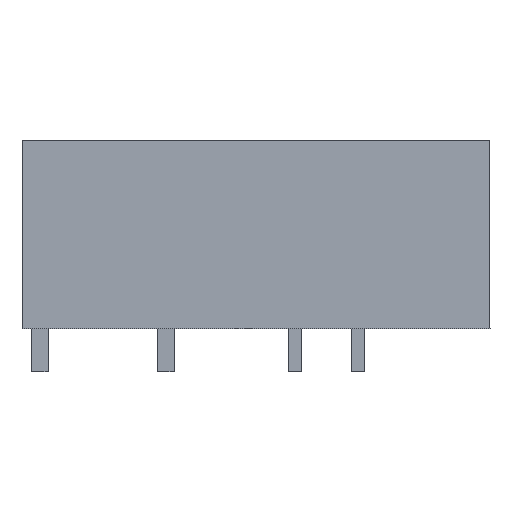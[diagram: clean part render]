
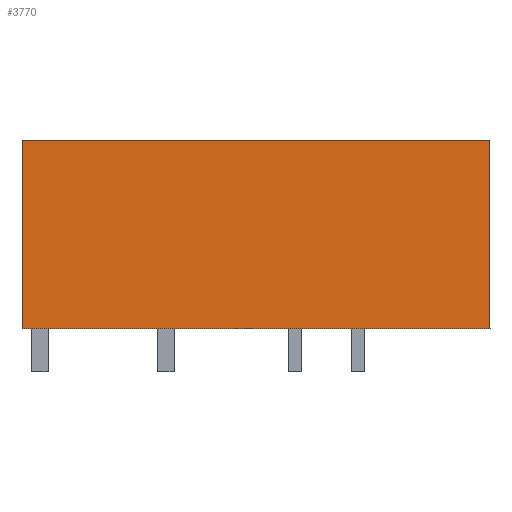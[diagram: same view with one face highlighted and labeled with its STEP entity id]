
A CAD part, left-side view. The second image highlights one B-rep face of the part: STEP entity #3770.
In plain terms, the highlighted planar face has unit normal (-1, 0, 0).
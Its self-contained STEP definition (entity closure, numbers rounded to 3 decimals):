
#3757=AXIS2_PLACEMENT_3D('Plane Axis2P3D',#3754,#3755,#3756) ;
#1230=CARTESIAN_POINT('Vertex',(0.,28.3,2.6)) ;
#1233=CARTESIAN_POINT('Line Origine',(0.,28.3,8.3)) ;
#1237=CARTESIAN_POINT('Vertex',(0.,28.3,14.)) ;
#1356=CARTESIAN_POINT('Line Origine',(0.,14.15,14.)) ;
#1360=CARTESIAN_POINT('Vertex',(0.,0.,14.)) ;
#2932=CARTESIAN_POINT('Vertex',(0.,0.,2.6)) ;
#3041=CARTESIAN_POINT('Line Origine',(0.,0.,8.3)) ;
#3754=CARTESIAN_POINT('Axis2P3D Location',(0.,28.3,-0.9)) ;
#3759=CARTESIAN_POINT('Line Origine',(0.,14.15,2.6)) ;
#1234=DIRECTION('Vector Direction',(0.,0.,1.)) ;
#1357=DIRECTION('Vector Direction',(0.,1.,0.)) ;
#3042=DIRECTION('Vector Direction',(0.,0.,-1.)) ;
#3755=DIRECTION('Axis2P3D Direction',(-1.,0.,0.)) ;
#3756=DIRECTION('Axis2P3D XDirection',(0.,-1.,0.)) ;
#3760=DIRECTION('Vector Direction',(0.,1.,0.)) ;
#1235=VECTOR('Line Direction',#1234,1.) ;
#1358=VECTOR('Line Direction',#1357,1.) ;
#3043=VECTOR('Line Direction',#3042,1.) ;
#3761=VECTOR('Line Direction',#3760,1.) ;
#3765=ORIENTED_EDGE('',*,*,#3763,.F.) ;
#3766=ORIENTED_EDGE('',*,*,#3045,.F.) ;
#3767=ORIENTED_EDGE('',*,*,#1362,.T.) ;
#3768=ORIENTED_EDGE('',*,*,#1239,.T.) ;
#3770=ADVANCED_FACE('housing',(#3769),#3758,.T.) ;
#1239=EDGE_CURVE('',#1238,#1231,#1236,.F.) ;
#1362=EDGE_CURVE('',#1361,#1238,#1359,.T.) ;
#3045=EDGE_CURVE('',#1361,#2933,#3044,.T.) ;
#3763=EDGE_CURVE('',#2933,#1231,#3762,.T.) ;
#3764=EDGE_LOOP('',(#3765,#3766,#3767,#3768)) ;
#3769=FACE_OUTER_BOUND('',#3764,.T.) ;
#1236=LINE('Line',#1233,#1235) ;
#1359=LINE('Line',#1356,#1358) ;
#3044=LINE('Line',#3041,#3043) ;
#3762=LINE('Line',#3759,#3761) ;
#3758=PLANE('',#3757) ;
#1231=VERTEX_POINT('',#1230) ;
#1238=VERTEX_POINT('',#1237) ;
#1361=VERTEX_POINT('',#1360) ;
#2933=VERTEX_POINT('',#2932) ;
